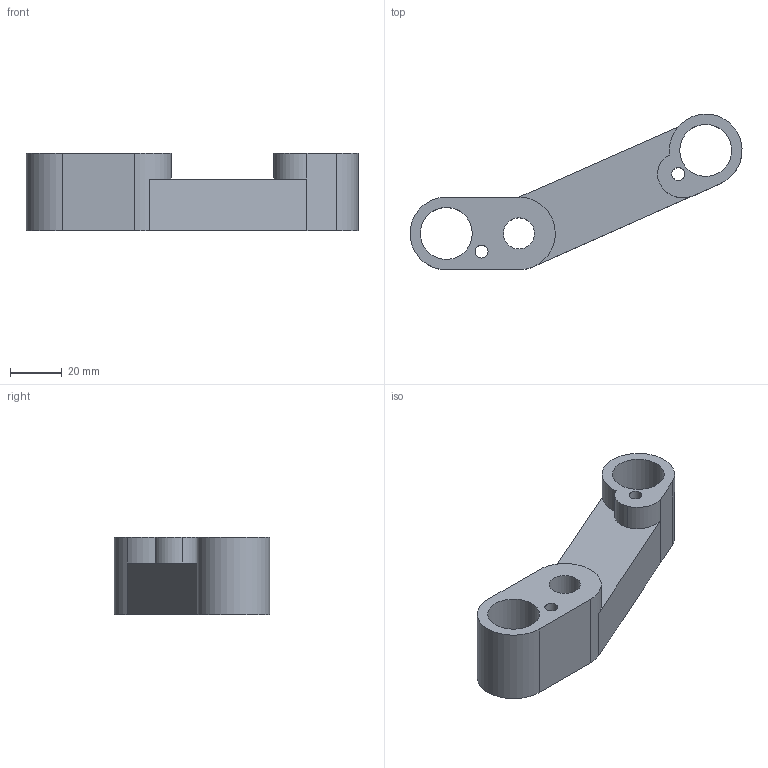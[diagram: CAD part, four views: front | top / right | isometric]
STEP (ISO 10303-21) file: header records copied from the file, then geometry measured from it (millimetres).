
FILE_DESCRIPTION(('FreeCAD Model'),'2;1');
FILE_NAME('x_carriage_center.step','2015-03-10T20:25:47',('Author'),(''), 'Open CASCADE STEP processor 6.7','FreeCAD','Unknown');
FILE_SCHEMA(('AUTOMOTIVE_DESIGN_CC2 { 1 2 10303 214 -1 1 5 4 }'));
Length unit declared in the file: millimetre
Products named in the file (1): x_carriage_center001
Bounding box: 127.98 x 60.01 x 30 mm (x, y, z)
Volume: 68393.1 mm3; surface area: 19801.4 mm2
Topology: 1 solids, 1 shells, 20 faces, 52 edges, 34 vertices
Faces by surface type: cylinder 11, plane 9
Full cylindrical faces by diameter (mm): 5 x2, 12 x1, 20 x2
Entity records: 1567 total; most frequent: CARTESIAN_POINT 523, DIRECTION 191, ORIENTED_EDGE 104, PCURVE 104, DEFINITIONAL_REPRESENTATION 104, LINE 101, VECTOR 101, EDGE_CURVE 52
